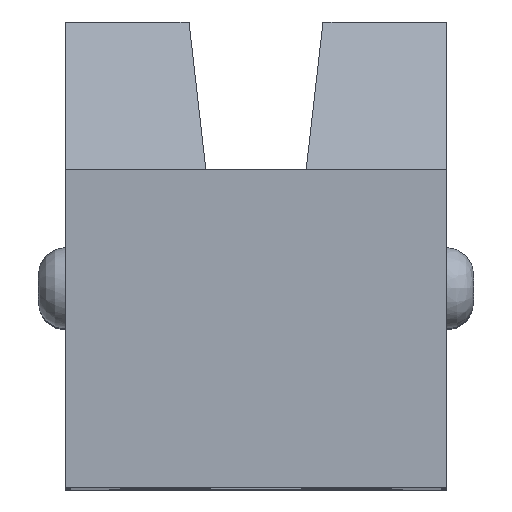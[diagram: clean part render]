
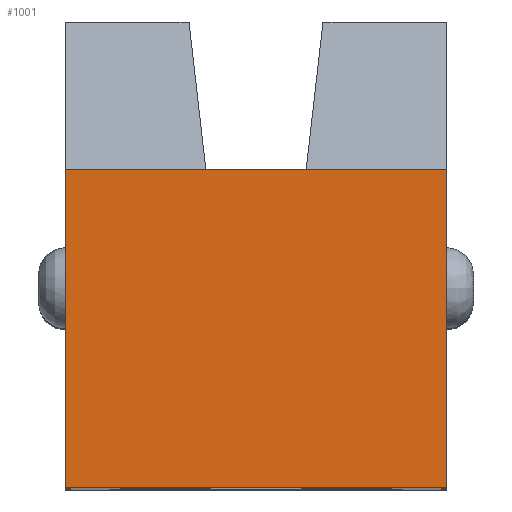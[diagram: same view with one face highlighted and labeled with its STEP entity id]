
A CAD part, top view. The second image highlights one B-rep face of the part: STEP entity #1001.
In plain terms, the highlighted planar face has unit normal (0, 0, 1).
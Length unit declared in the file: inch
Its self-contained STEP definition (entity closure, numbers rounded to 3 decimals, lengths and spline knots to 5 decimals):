
#77=FACE_OUTER_BOUND('',#128,.T.);
#128=EDGE_LOOP('',(#817,#818,#819,#820));
#210=LINE('',#1488,#333);
#226=LINE('',#1668,#349);
#246=LINE('',#1705,#369);
#247=LINE('',#1706,#370);
#333=VECTOR('',#1191,0.3937);
#349=VECTOR('',#1269,0.3937);
#369=VECTOR('',#1303,0.3937);
#370=VECTOR('',#1304,0.3937);
#446=VERTEX_POINT('',#1485);
#447=VERTEX_POINT('',#1487);
#471=VERTEX_POINT('',#1665);
#472=VERTEX_POINT('',#1667);
#554=EDGE_CURVE('',#447,#446,#210,.T.);
#590=EDGE_CURVE('',#472,#471,#226,.T.);
#610=EDGE_CURVE('',#447,#471,#246,.T.);
#611=EDGE_CURVE('',#446,#472,#247,.T.);
#817=ORIENTED_EDGE('',*,*,#590,.T.);
#818=ORIENTED_EDGE('',*,*,#610,.F.);
#819=ORIENTED_EDGE('',*,*,#554,.T.);
#820=ORIENTED_EDGE('',*,*,#611,.T.);
#951=PLANE('',#1087);
#1001=ADVANCED_FACE('',(#77),#951,.T.);
#1087=AXIS2_PLACEMENT_3D('',#1704,#1301,#1302);
#1191=DIRECTION('',(-1.,0.,0.));
#1269=DIRECTION('',(1.,0.,0.));
#1301=DIRECTION('center_axis',(0.,0.,1.));
#1302=DIRECTION('ref_axis',(-1.,0.,0.));
#1303=DIRECTION('',(0.,-1.,0.));
#1304=DIRECTION('',(0.,-1.,0.));
#1485=CARTESIAN_POINT('',(-0.6,-0.375,0.1));
#1487=CARTESIAN_POINT('',(0.1,-0.375,0.1));
#1488=CARTESIAN_POINT('',(0.1,-0.375,0.1));
#1665=CARTESIAN_POINT('',(0.1,-0.96,0.1));
#1667=CARTESIAN_POINT('',(-0.6,-0.96,0.1));
#1668=CARTESIAN_POINT('',(0.1,-0.96,0.1));
#1704=CARTESIAN_POINT('Origin',(0.1,0.,0.1));
#1705=CARTESIAN_POINT('',(0.1,0.,0.1));
#1706=CARTESIAN_POINT('',(-0.6,0.,0.1));
